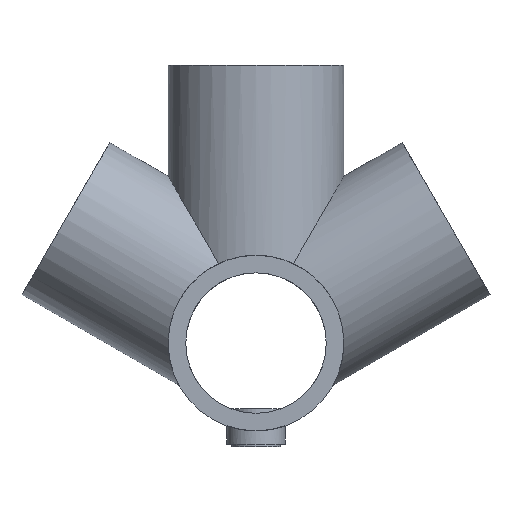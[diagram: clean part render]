
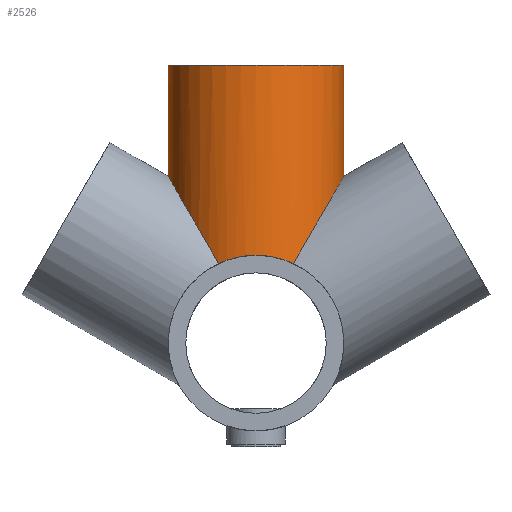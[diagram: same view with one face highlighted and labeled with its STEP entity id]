
A CAD part, front view. The second image highlights one B-rep face of the part: STEP entity #2526.
In plain terms, the highlighted cylindrical face has radius 30 mm (diameter 60 mm), a partial arc.
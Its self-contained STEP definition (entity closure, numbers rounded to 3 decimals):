
#105 = ORIENTED_EDGE ( 'NONE', *, *, #1067, .F. ) ;
#156 = EDGE_CURVE ( 'NONE', #2656, #1086, #2799, .T. ) ;
#172 = CARTESIAN_POINT ( 'NONE',  ( -30., 0., 15. ) ) ;
#257 = ORIENTED_EDGE ( 'NONE', *, *, #2396, .F. ) ;
#307 = VERTEX_POINT ( 'NONE', #3165 ) ;
#325 = EDGE_CURVE ( 'NONE', #1954, #1931, #3380, .T. ) ;
#348 = CARTESIAN_POINT ( 'NONE',  ( -30., 0., -23.038 ) ) ;
#368 = CARTESIAN_POINT ( 'NONE',  ( 30., 0., 15. ) ) ;
#490 = CARTESIAN_POINT ( 'NONE',  ( 0., -30., -50. ) ) ;
#496 = DIRECTION ( 'NONE',  ( 0., 0., -1. ) ) ;
#513 = CARTESIAN_POINT ( 'NONE',  ( -12.783, -27.14, -52.86 ) ) ;
#518 = DIRECTION ( 'NONE',  ( -1., 0., 0. ) ) ;
#519 = CARTESIAN_POINT ( 'NONE',  ( -12.783, -27.14, -52.86 ) ) ;
#523 = CARTESIAN_POINT ( 'NONE',  ( 12.783, -27.14, -52.86 ) ) ;
#525 = CARTESIAN_POINT ( 'NONE',  ( 0., 0., 15. ) ) ;
#527 = CARTESIAN_POINT ( 'NONE',  ( 23.597, -22.047, -34.129 ) ) ;
#542 = CARTESIAN_POINT ( 'NONE',  ( 30., -11.953, -23.038 ) ) ;
#549 = CARTESIAN_POINT ( 'NONE',  ( 30., 0., -23.038 ) ) ;
#560 = ORIENTED_EDGE ( 'NONE', *, *, #746, .F. ) ;
#632 = CARTESIAN_POINT ( 'NONE',  ( -30., 0., -23.038 ) ) ;
#708 = CARTESIAN_POINT ( 'NONE',  ( -23.597, -22.047, -34.129 ) ) ;
#746 = EDGE_CURVE ( 'NONE', #307, #2554, #2491, .T. ) ;
#884 = CARTESIAN_POINT ( 'NONE',  ( -30., -11.953, -23.038 ) ) ;
#1016 = CARTESIAN_POINT ( 'NONE',  ( 0., -30., -50. ) ) ;
#1018 = CARTESIAN_POINT ( 'NONE',  ( 4.438, -30., -50. ) ) ;
#1037 = CARTESIAN_POINT ( 'NONE',  ( 12.783, -27.14, -52.86 ) ) ;
#1041 = CARTESIAN_POINT ( 'NONE',  ( 8.768, -29.031, -50.969 ) ) ;
#1067 = EDGE_CURVE ( 'NONE', #1931, #307, #2449, .T. ) ;
#1074 = ORIENTED_EDGE ( 'NONE', *, *, #156, .T. ) ;
#1075 = VERTEX_POINT ( 'NONE', #513 ) ;
#1086 = VERTEX_POINT ( 'NONE', #348 ) ;
#1098 = CARTESIAN_POINT ( 'NONE',  ( -12.783, -27.14, -52.86 ) ) ;
#1168 = CARTESIAN_POINT ( 'NONE',  ( -8.768, -29.031, -50.969 ) ) ;
#1214 = CARTESIAN_POINT ( 'NONE',  ( -4.438, -30., -50. ) ) ;
#1263 = EDGE_CURVE ( 'NONE', #1086, #1075, #2374, .T. ) ;
#1470 = ORIENTED_EDGE ( 'NONE', *, *, #1263, .T. ) ;
#1537 = CARTESIAN_POINT ( 'NONE',  ( 30., 0., -23.038 ) ) ;
#1591 = CARTESIAN_POINT ( 'NONE',  ( 0., -30., -50. ) ) ;
#1778 = CYLINDRICAL_SURFACE ( 'NONE', #3115, 30. ) ;
#1931 = VERTEX_POINT ( 'NONE', #1537 ) ;
#1954 = VERTEX_POINT ( 'NONE', #368 ) ;
#2000 = FACE_OUTER_BOUND ( 'NONE', #2954, .T. ) ;
#2082 = EDGE_CURVE ( 'NONE', #2656, #1954, #2457, .T. ) ;
#2126 =( BOUNDED_CURVE ( )  B_SPLINE_CURVE ( 3, ( #1591, #1214, #1168, #1098 ),
 .UNSPECIFIED., .F., .F. ) 
 B_SPLINE_CURVE_WITH_KNOTS ( ( 4, 4 ),
 ( 3.142, 3.582 ),
 .UNSPECIFIED. ) 
 CURVE ( )  GEOMETRIC_REPRESENTATION_ITEM ( )  RATIONAL_B_SPLINE_CURVE ( ( 1., 0.984, 0.984, 1. ) ) 
 REPRESENTATION_ITEM ( '' )  );
#2354 = DIRECTION ( 'NONE',  ( 0., 0., -1. ) ) ;
#2374 =( BOUNDED_CURVE ( )  B_SPLINE_CURVE ( 3, ( #632, #884, #708, #519 ),
 .UNSPECIFIED., .F., .F. ) 
 B_SPLINE_CURVE_WITH_KNOTS ( ( 4, 4 ),
 ( 3.142, 4.272 ),
 .UNSPECIFIED. ) 
 CURVE ( )  GEOMETRIC_REPRESENTATION_ITEM ( )  RATIONAL_B_SPLINE_CURVE ( ( 1., 0.896, 0.896, 1. ) ) 
 REPRESENTATION_ITEM ( '' )  );
#2396 = EDGE_CURVE ( 'NONE', #2554, #1075, #2126, .T. ) ;
#2449 =( BOUNDED_CURVE ( )  B_SPLINE_CURVE ( 3, ( #549, #542, #527, #523 ),
 .UNSPECIFIED., .F., .T. ) 
 B_SPLINE_CURVE_WITH_KNOTS ( ( 4, 4 ),
 ( 3.142, 4.272 ),
 .UNSPECIFIED. ) 
 CURVE ( )  GEOMETRIC_REPRESENTATION_ITEM ( )  RATIONAL_B_SPLINE_CURVE ( ( 1., 0.896, 0.896, 1. ) ) 
 REPRESENTATION_ITEM ( '' )  );
#2457 = CIRCLE ( 'NONE', #3403, 30. ) ;
#2491 =( BOUNDED_CURVE ( )  B_SPLINE_CURVE ( 3, ( #1037, #1041, #1018, #1016 ),
 .UNSPECIFIED., .F., .T. ) 
 B_SPLINE_CURVE_WITH_KNOTS ( ( 4, 4 ),
 ( 2.701, 3.142 ),
 .UNSPECIFIED. ) 
 CURVE ( )  GEOMETRIC_REPRESENTATION_ITEM ( )  RATIONAL_B_SPLINE_CURVE ( ( 1., 0.984, 0.984, 1. ) ) 
 REPRESENTATION_ITEM ( '' )  );
#2495 = VECTOR ( 'NONE', #3083, 1000. ) ;
#2526 = ADVANCED_FACE ( 'NONE', ( #2000 ), #1778, .T. ) ;
#2554 = VERTEX_POINT ( 'NONE', #490 ) ;
#2631 = ORIENTED_EDGE ( 'NONE', *, *, #325, .F. ) ;
#2656 = VERTEX_POINT ( 'NONE', #172 ) ;
#2660 = DIRECTION ( 'NONE',  ( 1., 0., 0. ) ) ;
#2754 = CARTESIAN_POINT ( 'NONE',  ( 0., 0., 15. ) ) ;
#2799 = LINE ( 'NONE', #3075, #2495 ) ;
#2844 = DIRECTION ( 'NONE',  ( 0., 0., 1. ) ) ;
#2954 = EDGE_LOOP ( 'NONE', ( #2631, #3301, #1074, #1470, #257, #560, #105 ) ) ;
#2982 = VECTOR ( 'NONE', #2354, 1000. ) ;
#2989 = CARTESIAN_POINT ( 'NONE',  ( 30., 0., 15. ) ) ;
#3075 = CARTESIAN_POINT ( 'NONE',  ( -30., 0., 15. ) ) ;
#3083 = DIRECTION ( 'NONE',  ( 0., 0., -1. ) ) ;
#3115 = AXIS2_PLACEMENT_3D ( 'NONE', #525, #496, #518 ) ;
#3165 = CARTESIAN_POINT ( 'NONE',  ( 12.783, -27.14, -52.86 ) ) ;
#3301 = ORIENTED_EDGE ( 'NONE', *, *, #2082, .F. ) ;
#3380 = LINE ( 'NONE', #2989, #2982 ) ;
#3403 = AXIS2_PLACEMENT_3D ( 'NONE', #2754, #2844, #2660 ) ;
